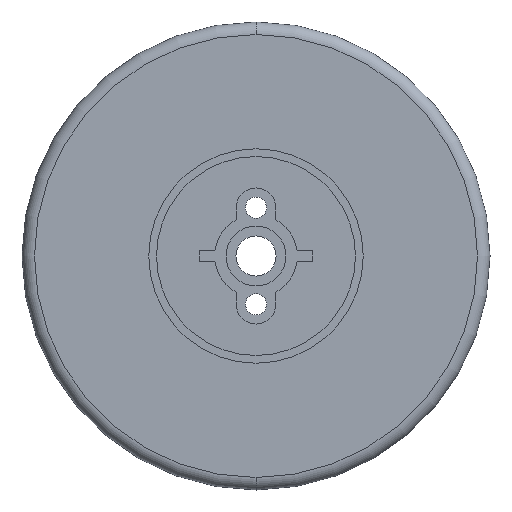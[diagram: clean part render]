
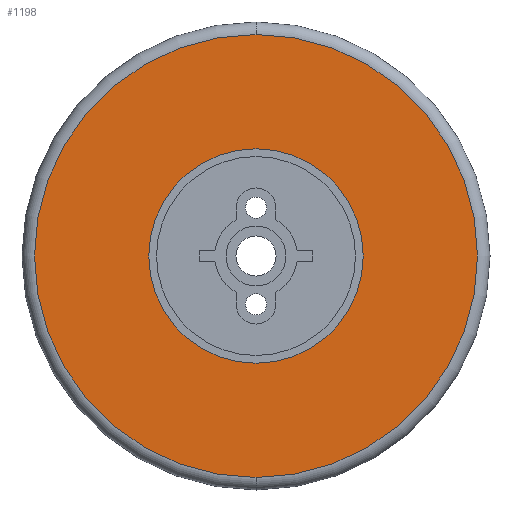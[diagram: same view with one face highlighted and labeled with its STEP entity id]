
A CAD part, front view. The second image highlights one B-rep face of the part: STEP entity #1198.
In plain terms, the highlighted planar face has unit normal (0, -1, 0).
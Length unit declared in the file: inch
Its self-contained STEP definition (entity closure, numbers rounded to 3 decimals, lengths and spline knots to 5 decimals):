
#55 = DIRECTION ( 'NONE',  ( 0., 0., 1. ) ) ;
#95 = EDGE_LOOP ( 'NONE', ( #360, #1277 ) ) ;
#130 = EDGE_CURVE ( 'NONE', #572, #1252, #329, .T. ) ;
#196 = CARTESIAN_POINT ( 'NONE',  ( 0., 0., 0.6875 ) ) ;
#236 = EDGE_LOOP ( 'NONE', ( #1399, #956 ) ) ;
#255 = CARTESIAN_POINT ( 'NONE',  ( 0., 0., 0. ) ) ;
#281 = DIRECTION ( 'NONE',  ( 0., 0., 1. ) ) ;
#289 = VERTEX_POINT ( 'NONE', #1535 ) ;
#329 = CIRCLE ( 'NONE', #631, 1.42 ) ;
#340 = EDGE_CURVE ( 'NONE', #289, #1556, #424, .T. ) ;
#358 = DIRECTION ( 'NONE',  ( 0., -1., 0. ) ) ;
#360 = ORIENTED_EDGE ( 'NONE', *, *, #340, .F. ) ;
#424 = CIRCLE ( 'NONE', #1494, 0.6875 ) ;
#461 = CARTESIAN_POINT ( 'NONE',  ( 0., 0., 0. ) ) ;
#486 = PLANE ( 'NONE',  #773 ) ;
#572 = VERTEX_POINT ( 'NONE', #875 ) ;
#593 = DIRECTION ( 'NONE',  ( 0., 0., -1. ) ) ;
#615 = DIRECTION ( 'NONE',  ( 0., 0., 1. ) ) ;
#631 = AXIS2_PLACEMENT_3D ( 'NONE', #255, #1105, #281 ) ;
#734 = CARTESIAN_POINT ( 'NONE',  ( 0., 0., 1.42 ) ) ;
#766 = FACE_OUTER_BOUND ( 'NONE', #236, .T. ) ;
#773 = AXIS2_PLACEMENT_3D ( 'NONE', #1068, #1299, #615 ) ;
#787 = DIRECTION ( 'NONE',  ( 0., -1., 0. ) ) ;
#875 = CARTESIAN_POINT ( 'NONE',  ( 0., 0., -1.42 ) ) ;
#903 = AXIS2_PLACEMENT_3D ( 'NONE', #1497, #787, #55 ) ;
#956 = ORIENTED_EDGE ( 'NONE', *, *, #130, .T. ) ;
#1034 = AXIS2_PLACEMENT_3D ( 'NONE', #461, #1281, #593 ) ;
#1036 = FACE_BOUND ( 'NONE', #95, .T. ) ;
#1051 = EDGE_CURVE ( 'NONE', #1556, #289, #1483, .T. ) ;
#1061 = CARTESIAN_POINT ( 'NONE',  ( 0., 0., 0. ) ) ;
#1068 = CARTESIAN_POINT ( 'NONE',  ( 0., 0., 0. ) ) ;
#1105 = DIRECTION ( 'NONE',  ( 0., -1., 0. ) ) ;
#1186 = DIRECTION ( 'NONE',  ( 0., 0., -1. ) ) ;
#1198 = ADVANCED_FACE ( 'NONE', ( #766, #1036 ), #486, .F. ) ;
#1252 = VERTEX_POINT ( 'NONE', #734 ) ;
#1257 = CIRCLE ( 'NONE', #903, 1.42 ) ;
#1277 = ORIENTED_EDGE ( 'NONE', *, *, #1051, .F. ) ;
#1281 = DIRECTION ( 'NONE',  ( 0., -1., 0. ) ) ;
#1299 = DIRECTION ( 'NONE',  ( 0., 1., 0. ) ) ;
#1399 = ORIENTED_EDGE ( 'NONE', *, *, #1480, .T. ) ;
#1480 = EDGE_CURVE ( 'NONE', #1252, #572, #1257, .T. ) ;
#1483 = CIRCLE ( 'NONE', #1034, 0.6875 ) ;
#1494 = AXIS2_PLACEMENT_3D ( 'NONE', #1061, #358, #1186 ) ;
#1497 = CARTESIAN_POINT ( 'NONE',  ( 0., 0., 0. ) ) ;
#1535 = CARTESIAN_POINT ( 'NONE',  ( 0., 0., -0.6875 ) ) ;
#1556 = VERTEX_POINT ( 'NONE', #196 ) ;
